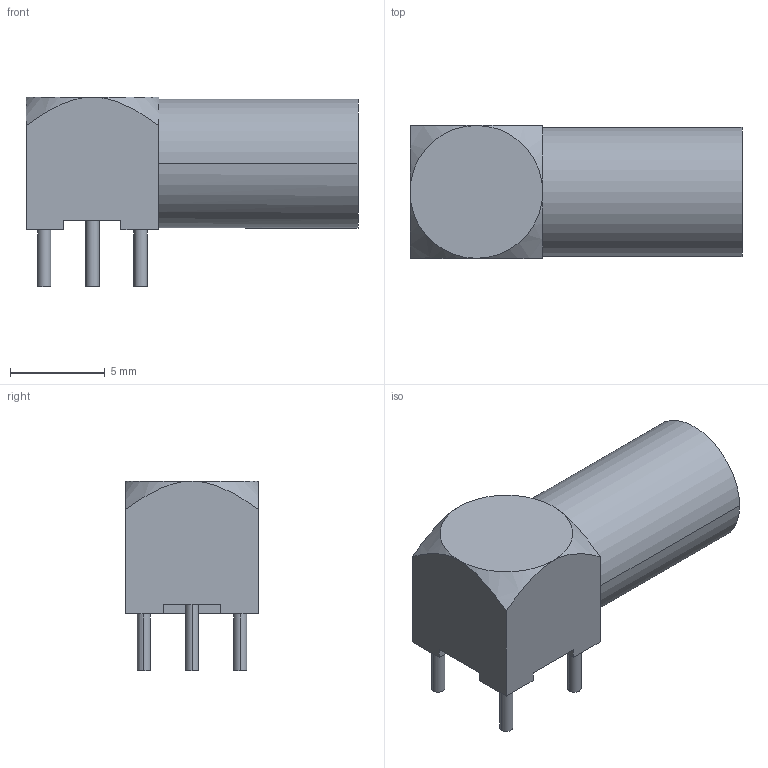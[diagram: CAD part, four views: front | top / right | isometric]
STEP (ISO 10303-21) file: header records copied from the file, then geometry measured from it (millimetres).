
FILE_DESCRIPTION((''),'2;1');
FILE_NAME('LEMO_EPK.00.250.NTN.stp','2012-09-04T15:43:10',(''),(''),'Mechanical Desktop 2011','Mechanical Desktop 2011',', , ');
FILE_SCHEMA(('AUTOMOTIVE_DESIGN { 1 2 10303 214 1 1 1 1 }'));
Length unit declared in the file: millimetre
Products named in the file (1): Product
Bounding box: 17.5 x 7 x 10 mm (x, y, z)
Volume: 544.2 mm3; surface area: 844.3 mm2
Topology: 9 solids, 9 shells, 65 faces, 126 edges, 83 vertices
Faces by surface type: plane 35, cylinder 26, cone 4
Entity records: 1714 total; most frequent: DIRECTION 305, CARTESIAN_POINT 295, ORIENTED_EDGE 252, EDGE_CURVE 126, AXIS2_PLACEMENT_3D 123, VERTEX_POINT 83, EDGE_LOOP 69, FACE_OUTER_BOUND 65
